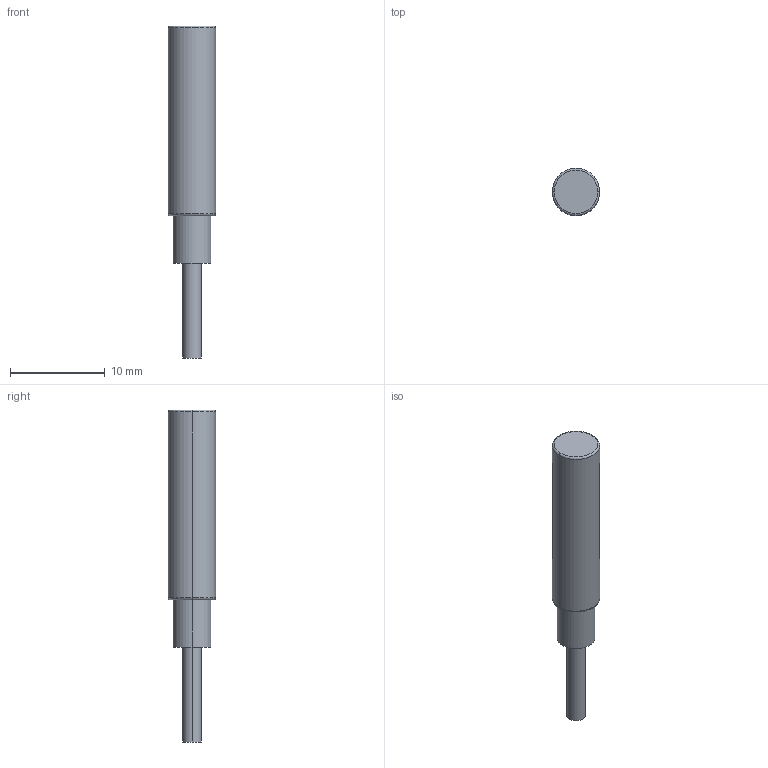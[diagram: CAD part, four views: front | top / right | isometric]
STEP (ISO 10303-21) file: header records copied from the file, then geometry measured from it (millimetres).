
FILE_DESCRIPTION((''),'2;1');
FILE_NAME('PRT0001_SW0002','2012-02-16T',('dhelisch'),(''),'PRO/ENGINEER BY PARAMETRIC TECHNOLOGY CORPORATION, 2007250','PRO/ENGINEER BY PARAMETRIC TECHNOLOGY CORPORATION, 2007250','');
FILE_SCHEMA(('CONFIG_CONTROL_DESIGN'));
Length unit declared in the file: millimetre
Products named in the file (1): PRT0001_SW0002
Bounding box: 5 x 5 x 35 mm (x, y, z)
Surface area: 476.4 mm2 (no closed solid volume)
Topology: 0 solids, 1 shells, 14 faces, 77 edges, 118 vertices
Faces by surface type: cylinder 6, plane 4, torus 4
Entity records: 1024 total; most frequent: DIRECTION 143, CARTESIAN_POINT 108, COLOUR_RGB 66, PRESENTATION_STYLE_ASSIGNMENT 66, STYLED_ITEM 66, ORIENTED_EDGE 52, CURVE_STYLE 52, AXIS2_PLACEMENT_3D 51
